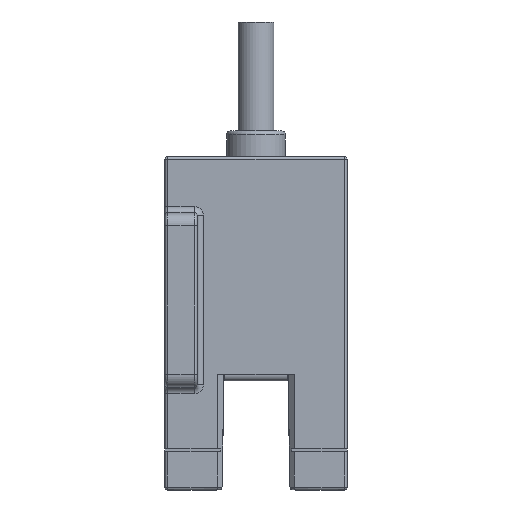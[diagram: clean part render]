
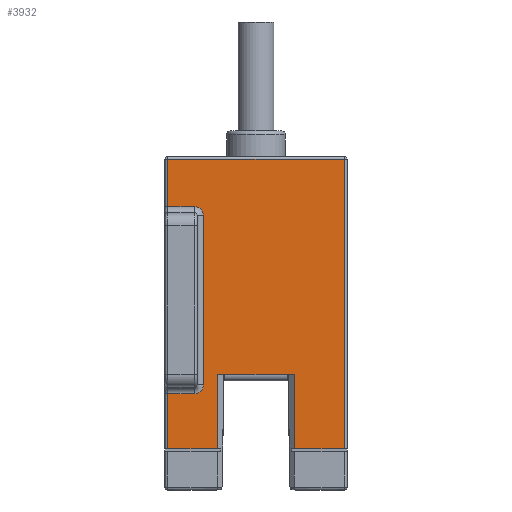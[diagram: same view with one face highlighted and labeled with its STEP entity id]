
A CAD part, top view. The second image highlights one B-rep face of the part: STEP entity #3932.
In plain terms, the highlighted planar face has unit normal (0, 0, 1).
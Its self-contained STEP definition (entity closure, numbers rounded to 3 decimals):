
#786=DIRECTION('',(1.,0.,0.));
#787=VECTOR('',#786,2.1);
#788=CARTESIAN_POINT('',(0.45,-5.5,3.35));
#789=LINE('',#788,#787);
#790=DIRECTION('',(0.,-1.,0.));
#791=VECTOR('',#790,13.2);
#792=CARTESIAN_POINT('',(3.25,8.4,3.35));
#793=LINE('',#792,#791);
#794=DIRECTION('',(1.,0.,0.));
#795=VECTOR('',#794,2.1);
#796=CARTESIAN_POINT('',(0.45,9.1,3.35));
#797=LINE('',#796,#795);
#798=DIRECTION('',(0.,1.,0.));
#799=VECTOR('',#798,3.7);
#800=CARTESIAN_POINT('',(0.45,9.1,3.35));
#801=LINE('',#800,#799);
#802=DIRECTION('',(-1.,0.,0.));
#803=VECTOR('',#802,13.8);
#804=CARTESIAN_POINT('',(14.25,12.8,3.35));
#805=LINE('',#804,#803);
#806=DIRECTION('',(0.,-1.,0.));
#807=VECTOR('',#806,22.6);
#808=CARTESIAN_POINT('',(14.25,12.8,3.35));
#809=LINE('',#808,#807);
#810=DIRECTION('',(0.,1.,0.));
#811=VECTOR('',#810,5.8);
#812=CARTESIAN_POINT('',(10.35,-9.8,3.35));
#813=LINE('',#812,#811);
#814=DIRECTION('',(0.,-1.,0.));
#815=VECTOR('',#814,5.8);
#816=CARTESIAN_POINT('',(4.35,-4.,3.35));
#817=LINE('',#816,#815);
#818=DIRECTION('',(0.,1.,0.));
#819=VECTOR('',#818,4.3);
#820=CARTESIAN_POINT('',(0.45,-9.8,3.35));
#821=LINE('',#820,#819);
#858=DIRECTION('',(1.,0.,0.));
#859=VECTOR('',#858,3.9);
#860=CARTESIAN_POINT('',(0.45,-9.8,3.35));
#861=LINE('',#860,#859);
#974=DIRECTION('',(1.,0.,0.));
#975=VECTOR('',#974,6.);
#976=CARTESIAN_POINT('',(4.35,-4.,3.35));
#977=LINE('',#976,#975);
#1033=DIRECTION('',(1.,0.,0.));
#1034=VECTOR('',#1033,3.9);
#1035=CARTESIAN_POINT('',(10.35,-9.8,3.35));
#1036=LINE('',#1035,#1034);
#1987=CARTESIAN_POINT('',(2.55,-4.8,3.35));
#1988=DIRECTION('',(0.,0.,-1.));
#1989=DIRECTION('',(1.,0.,0.));
#1990=AXIS2_PLACEMENT_3D('',#1987,#1988,#1989);
#2012=CARTESIAN_POINT('',(2.55,8.4,3.35));
#2013=DIRECTION('',(0.,0.,-1.));
#2014=DIRECTION('',(0.,1.,0.));
#2015=AXIS2_PLACEMENT_3D('',#2012,#2013,#2014);
#2237=CARTESIAN_POINT('',(10.35,-9.8,3.35));
#2238=CARTESIAN_POINT('',(10.35,-4.,3.35));
#2239=VERTEX_POINT('',#2237);
#2240=VERTEX_POINT('',#2238);
#2251=CARTESIAN_POINT('',(4.35,-9.8,3.35));
#2253=VERTEX_POINT('',#2251);
#2255=CARTESIAN_POINT('',(4.35,-4.,3.35));
#2256=VERTEX_POINT('',#2255);
#2277=CARTESIAN_POINT('',(14.25,12.8,3.35));
#2278=CARTESIAN_POINT('',(0.45,12.8,3.35));
#2279=VERTEX_POINT('',#2277);
#2280=VERTEX_POINT('',#2278);
#2285=CARTESIAN_POINT('',(0.45,-9.8,3.35));
#2287=VERTEX_POINT('',#2285);
#2314=CARTESIAN_POINT('',(14.25,-9.8,3.35));
#2316=VERTEX_POINT('',#2314);
#2365=CARTESIAN_POINT('',(0.45,-5.5,3.35));
#2366=VERTEX_POINT('',#2365);
#2393=CARTESIAN_POINT('',(3.25,8.4,3.35));
#2394=VERTEX_POINT('',#2393);
#2395=CARTESIAN_POINT('',(3.25,-4.8,3.35));
#2396=VERTEX_POINT('',#2395);
#2397=CARTESIAN_POINT('',(2.55,-5.5,3.35));
#2398=VERTEX_POINT('',#2397);
#2399=CARTESIAN_POINT('',(2.55,9.1,3.35));
#2400=VERTEX_POINT('',#2399);
#2403=CARTESIAN_POINT('',(0.45,9.1,3.35));
#2404=VERTEX_POINT('',#2403);
#3898=CARTESIAN_POINT('',(0.,13.,3.35));
#3899=DIRECTION('',(0.,0.,1.));
#3900=DIRECTION('',(0.,-1.,0.));
#3901=AXIS2_PLACEMENT_3D('',#3898,#3899,#3900);
#3902=PLANE('',#3901);
#3904=ORIENTED_EDGE('',*,*,#3903,.T.);
#3906=ORIENTED_EDGE('',*,*,#3905,.F.);
#3908=ORIENTED_EDGE('',*,*,#3907,.F.);
#3910=ORIENTED_EDGE('',*,*,#3909,.F.);
#3912=ORIENTED_EDGE('',*,*,#3911,.F.);
#3913=ORIENTED_EDGE('',*,*,#3197,.T.);
#3915=ORIENTED_EDGE('',*,*,#3914,.F.);
#3917=ORIENTED_EDGE('',*,*,#3916,.T.);
#3919=ORIENTED_EDGE('',*,*,#3918,.F.);
#3921=ORIENTED_EDGE('',*,*,#3920,.T.);
#3923=ORIENTED_EDGE('',*,*,#3922,.F.);
#3925=ORIENTED_EDGE('',*,*,#3924,.T.);
#3927=ORIENTED_EDGE('',*,*,#3926,.F.);
#3929=ORIENTED_EDGE('',*,*,#3928,.T.);
#3930=EDGE_LOOP('',(#3904,#3906,#3908,#3910,#3912,#3913,#3915,#3917,#3919,#3921,
#3923,#3925,#3927,#3929));
#3931=FACE_OUTER_BOUND('',#3930,.F.);
#3932=ADVANCED_FACE('',(#3931),#3902,.T.);
#1991=CIRCLE('',#1990,0.7);
#2016=CIRCLE('',#2015,0.7);
#3197=EDGE_CURVE('',#2404,#2280,#801,.T.);
#3903=EDGE_CURVE('',#2366,#2398,#789,.T.);
#3905=EDGE_CURVE('',#2396,#2398,#1991,.T.);
#3907=EDGE_CURVE('',#2394,#2396,#793,.T.);
#3909=EDGE_CURVE('',#2400,#2394,#2016,.T.);
#3911=EDGE_CURVE('',#2404,#2400,#797,.T.);
#3914=EDGE_CURVE('',#2279,#2280,#805,.T.);
#3916=EDGE_CURVE('',#2279,#2316,#809,.T.);
#3918=EDGE_CURVE('',#2239,#2316,#1036,.T.);
#3920=EDGE_CURVE('',#2239,#2240,#813,.T.);
#3922=EDGE_CURVE('',#2256,#2240,#977,.T.);
#3924=EDGE_CURVE('',#2256,#2253,#817,.T.);
#3926=EDGE_CURVE('',#2287,#2253,#861,.T.);
#3928=EDGE_CURVE('',#2287,#2366,#821,.T.);
